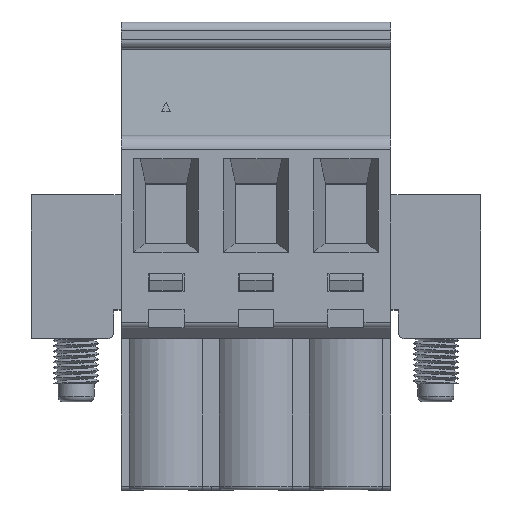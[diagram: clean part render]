
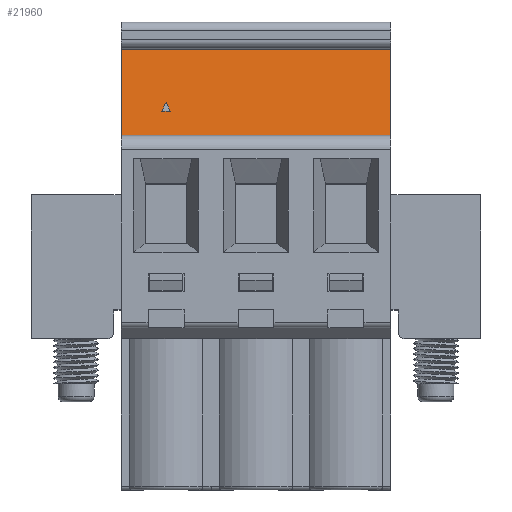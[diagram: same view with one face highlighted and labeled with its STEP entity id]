
A CAD part, top view. The second image highlights one B-rep face of the part: STEP entity #21960.
In plain terms, the highlighted planar face has unit normal (0, 0.144, 0.99).
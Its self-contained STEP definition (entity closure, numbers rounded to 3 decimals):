
#759 = VERTEX_POINT ( 'NONE', #25425 ) ;
#2279 = CARTESIAN_POINT ( 'NONE',  ( 0., 19.7, 11. ) ) ;
#3766 = CARTESIAN_POINT ( 'NONE',  ( 6.152, 28.832, 9.668 ) ) ;
#4682 = EDGE_CURVE ( 'NONE', #759, #11021, #8503, .T. ) ;
#5427 = CARTESIAN_POINT ( 'NONE',  ( 2.25, 21.029, 10.806 ) ) ;
#6909 = DIRECTION ( 'NONE',  ( 1., 0., 0. ) ) ;
#8095 = ORIENTED_EDGE ( 'NONE', *, *, #25143, .F. ) ;
#8503 = LINE ( 'NONE', #25552, #28599 ) ;
#8586 = AXIS2_PLACEMENT_3D ( 'NONE', #10337, #35476, #32908 ) ;
#9171 = VECTOR ( 'NONE', #23261, 1000. ) ;
#9355 = CARTESIAN_POINT ( 'NONE',  ( 15., 21.029, 10.806 ) ) ;
#10337 = CARTESIAN_POINT ( 'NONE',  ( 15., 24.5, 10.3 ) ) ;
#10847 = CARTESIAN_POINT ( 'NONE',  ( 3.765, 18.999, 11.102 ) ) ;
#10939 = EDGE_CURVE ( 'NONE', #29616, #24343, #11181, .T. ) ;
#11021 = VERTEX_POINT ( 'NONE', #2279 ) ;
#11181 = LINE ( 'NONE', #19545, #29856 ) ;
#11912 = CARTESIAN_POINT ( 'NONE',  ( 0., 24.5, 10.3 ) ) ;
#13457 = LINE ( 'NONE', #10847, #27136 ) ;
#13477 = FACE_BOUND ( 'NONE', #24181, .T. ) ;
#15886 = PLANE ( 'NONE',  #8586 ) ;
#16280 = ORIENTED_EDGE ( 'NONE', *, *, #27886, .F. ) ;
#16327 = ORIENTED_EDGE ( 'NONE', *, *, #34355, .F. ) ;
#16883 = VECTOR ( 'NONE', #29937, 1000. ) ;
#17130 = DIRECTION ( 'NONE',  ( -0.443, 0.887, -0.129 ) ) ;
#19545 = CARTESIAN_POINT ( 'NONE',  ( 15., 24.5, 10.3 ) ) ;
#21036 = DIRECTION ( 'NONE',  ( -0.443, -0.887, 0.129 ) ) ;
#21255 = EDGE_LOOP ( 'NONE', ( #29270, #29435, #35332, #16327 ) ) ;
#21588 = CARTESIAN_POINT ( 'NONE',  ( 0., 24.5, 10.3 ) ) ;
#21960 = ADVANCED_FACE ( 'NONE', ( #13477, #36025 ), #15886, .T. ) ;
#22274 = EDGE_CURVE ( 'NONE', #759, #29616, #27331, .T. ) ;
#23261 = DIRECTION ( 'NONE',  ( 0., 0.99, -0.144 ) ) ;
#24181 = EDGE_LOOP ( 'NONE', ( #16280, #25151, #8095 ) ) ;
#24343 = VERTEX_POINT ( 'NONE', #21588 ) ;
#25143 = EDGE_CURVE ( 'NONE', #36488, #29516, #32109, .T. ) ;
#25151 = ORIENTED_EDGE ( 'NONE', *, *, #28579, .F. ) ;
#25425 = CARTESIAN_POINT ( 'NONE',  ( 15., 19.7, 11. ) ) ;
#25552 = CARTESIAN_POINT ( 'NONE',  ( 15., 19.7, 11. ) ) ;
#25849 = CARTESIAN_POINT ( 'NONE',  ( 2.5, 21.529, 10.733 ) ) ;
#26390 = LINE ( 'NONE', #11912, #9171 ) ;
#26595 = VECTOR ( 'NONE', #6909, 1000. ) ;
#27136 = VECTOR ( 'NONE', #17130, 1000. ) ;
#27331 = LINE ( 'NONE', #29750, #16883 ) ;
#27886 = EDGE_CURVE ( 'NONE', #33572, #36488, #13457, .T. ) ;
#28579 = EDGE_CURVE ( 'NONE', #29516, #33572, #35419, .T. ) ;
#28599 = VECTOR ( 'NONE', #28724, 1000. ) ;
#28724 = DIRECTION ( 'NONE',  ( -1., 0., 0. ) ) ;
#29270 = ORIENTED_EDGE ( 'NONE', *, *, #4682, .F. ) ;
#29435 = ORIENTED_EDGE ( 'NONE', *, *, #22274, .T. ) ;
#29516 = VERTEX_POINT ( 'NONE', #5427 ) ;
#29616 = VERTEX_POINT ( 'NONE', #35536 ) ;
#29750 = CARTESIAN_POINT ( 'NONE',  ( 15., 24.5, 10.3 ) ) ;
#29856 = VECTOR ( 'NONE', #36173, 1000. ) ;
#29937 = DIRECTION ( 'NONE',  ( 0., 0.99, -0.144 ) ) ;
#32109 = LINE ( 'NONE', #3766, #33754 ) ;
#32908 = DIRECTION ( 'NONE',  ( 0., -0.99, 0.144 ) ) ;
#33499 = CARTESIAN_POINT ( 'NONE',  ( 2.75, 21.029, 10.806 ) ) ;
#33572 = VERTEX_POINT ( 'NONE', #33499 ) ;
#33754 = VECTOR ( 'NONE', #21036, 1000. ) ;
#34355 = EDGE_CURVE ( 'NONE', #11021, #24343, #26390, .T. ) ;
#35332 = ORIENTED_EDGE ( 'NONE', *, *, #10939, .T. ) ;
#35419 = LINE ( 'NONE', #9355, #26595 ) ;
#35476 = DIRECTION ( 'NONE',  ( 0., 0.144, 0.99 ) ) ;
#35536 = CARTESIAN_POINT ( 'NONE',  ( 15., 24.5, 10.3 ) ) ;
#36025 = FACE_OUTER_BOUND ( 'NONE', #21255, .T. ) ;
#36173 = DIRECTION ( 'NONE',  ( -1., 0., 0. ) ) ;
#36488 = VERTEX_POINT ( 'NONE', #25849 ) ;
